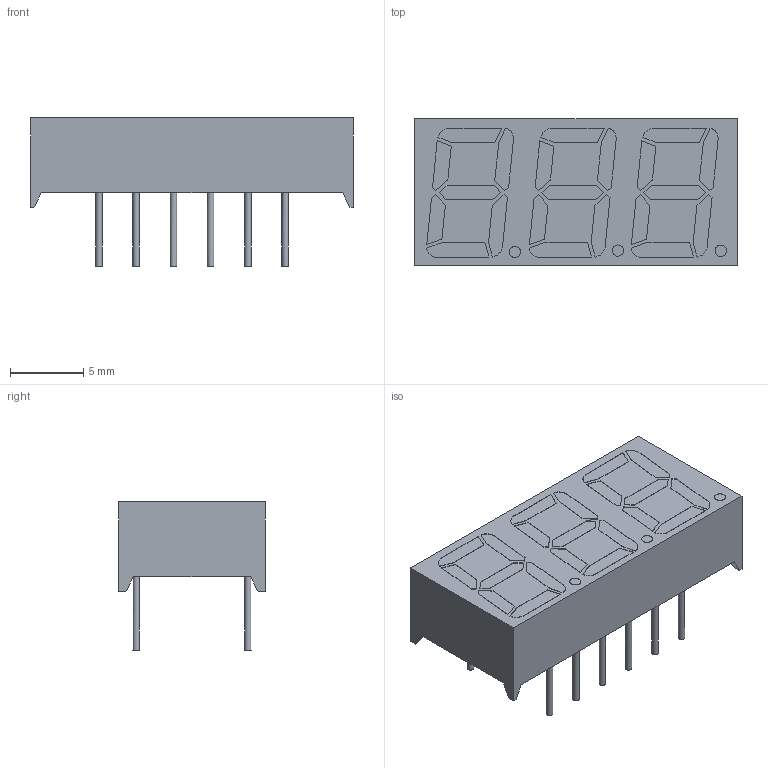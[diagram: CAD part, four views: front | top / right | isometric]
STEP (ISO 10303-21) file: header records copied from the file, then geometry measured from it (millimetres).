
FILE_DESCRIPTION(('FreeCAD Model'),'2;1');
FILE_NAME('Open CASCADE Shape Model','2025-07-05T11:46:17',( 'kicad StepUp'),('ksu MCAD'),'Open CASCADE STEP processor 7.9', 'FreeCAD','Unknown');
FILE_SCHEMA(('AUTOMOTIVE_DESIGN { 1 0 10303 214 1 1 1 1 }'));
Length unit declared in the file: millimetre
Products named in the file (1): XL-DB2381SRBC
Bounding box: 22 x 10 x 10.1 mm (x, y, z)
Volume: 1131.6 mm3; surface area: 863.1 mm2
Topology: 1 solids, 1 shells, 194 faces, 491 edges, 323 vertices
Faces by surface type: extrusion 114, plane 65, cylinder 15
Full cylindrical faces by diameter (mm): 0.45 x12, 0.765 x3
Entity records: 7473 total; most frequent: CARTESIAN_POINT 1423, ORIENTED_EDGE 982, DIRECTION 593, EDGE_CURVE 491, B_SPLINE_CURVE_WITH_KNOTS 342, VERTEX_POINT 323, VECTOR 323, FACE_BOUND 218
